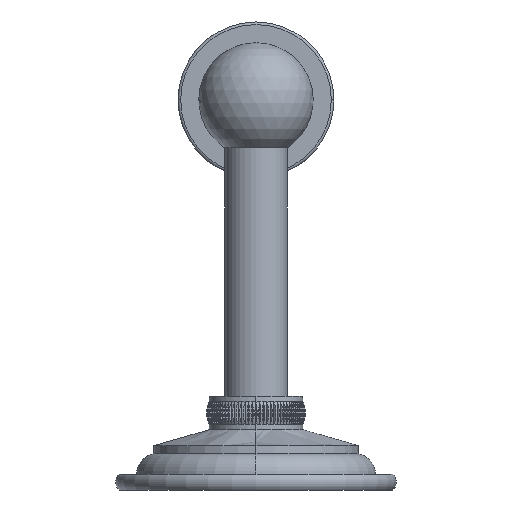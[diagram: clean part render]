
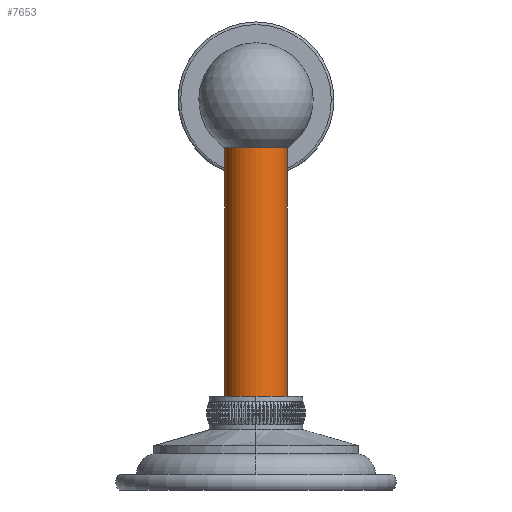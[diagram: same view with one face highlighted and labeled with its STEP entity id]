
A CAD part, left-side view. The second image highlights one B-rep face of the part: STEP entity #7653.
In plain terms, the highlighted cylindrical face has radius 6 mm (diameter 12 mm), a partial arc.
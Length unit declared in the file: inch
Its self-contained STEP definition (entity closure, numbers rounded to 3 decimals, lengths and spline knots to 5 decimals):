
#12=CARTESIAN_POINT('',(0.,0.,2.472));
#13=DIRECTION('',(0.,0.,1.));
#14=DIRECTION('',(0.,1.,0.));
#15=AXIS2_PLACEMENT_3D('',#12,#13,#14);
#47=CARTESIAN_POINT('',(0.,0.,0.59055));
#48=DIRECTION('',(0.,0.,-1.));
#49=DIRECTION('',(0.,-1.,0.));
#50=AXIS2_PLACEMENT_3D('',#47,#48,#49);
#2886=DIRECTION('',(0.,0.,1.));
#2887=VECTOR('',#2886,1.88145);
#2888=CARTESIAN_POINT('',(0.,0.23622,0.59055));
#2889=LINE('',#2888,#2887);
#2890=DIRECTION('',(0.,0.,1.));
#2891=VECTOR('',#2890,1.88145);
#2892=CARTESIAN_POINT('',(0.,-0.23622,0.59055));
#2893=LINE('',#2892,#2891);
#3266=CARTESIAN_POINT('',(0.,0.23622,2.472));
#3268=VERTEX_POINT('',#3266);
#3270=CARTESIAN_POINT('',(0.,-0.23622,2.472));
#3271=VERTEX_POINT('',#3270);
#3282=CARTESIAN_POINT('',(0.,0.23622,0.59055));
#3283=CARTESIAN_POINT('',(0.,-0.23622,0.59055));
#3284=VERTEX_POINT('',#3282);
#3285=VERTEX_POINT('',#3283);
#7642=CARTESIAN_POINT('',(0.,0.,3.43529));
#7643=DIRECTION('',(0.,0.,-1.));
#7644=DIRECTION('',(0.,-1.,0.));
#7645=AXIS2_PLACEMENT_3D('',#7642,#7643,#7644);
#7646=CYLINDRICAL_SURFACE('',#7645,0.23622);
#7647=ORIENTED_EDGE('',*,*,#3345,.T.);
#7648=ORIENTED_EDGE('',*,*,#3328,.T.);
#7649=ORIENTED_EDGE('',*,*,#3295,.T.);
#7650=ORIENTED_EDGE('',*,*,#3325,.F.);
#7651=EDGE_LOOP('',(#7647,#7648,#7649,#7650));
#7652=FACE_OUTER_BOUND('',#7651,.F.);
#7653=ADVANCED_FACE('',(#7652),#7646,.T.);
#16=CIRCLE('',#15,0.23622);
#51=CIRCLE('',#50,0.23622);
#3295=EDGE_CURVE('',#3268,#3271,#16,.T.);
#3325=EDGE_CURVE('',#3285,#3271,#2893,.T.);
#3328=EDGE_CURVE('',#3284,#3268,#2889,.T.);
#3345=EDGE_CURVE('',#3285,#3284,#51,.T.);
